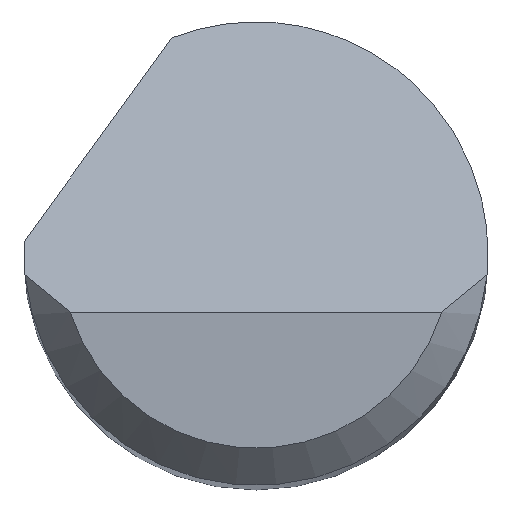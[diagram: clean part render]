
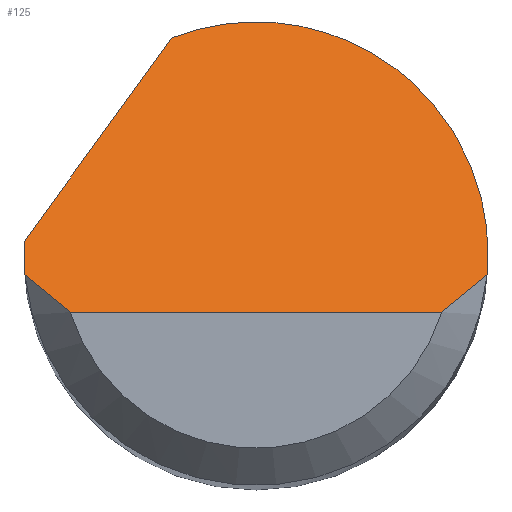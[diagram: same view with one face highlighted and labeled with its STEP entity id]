
A CAD part, top view. The second image highlights one B-rep face of the part: STEP entity #125.
In plain terms, the highlighted planar face has unit normal (0, 0.707, 0.707).
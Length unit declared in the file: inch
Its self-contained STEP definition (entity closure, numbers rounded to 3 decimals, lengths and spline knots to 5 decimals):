
#4 = CARTESIAN_POINT ( 'NONE',  ( 0.07508, -0.02375, 1.5 ) ) ;
#16 = CARTESIAN_POINT ( 'NONE',  ( -0.07508, -0.02375, 1.5 ) ) ;
#26 = CARTESIAN_POINT ( 'NONE',  ( -0.11014, -0.01781, 1.49406 ) ) ;
#30 = VECTOR ( 'NONE', #641, 39.37008 ) ;
#40 = FACE_OUTER_BOUND ( 'NONE', #83, .T. ) ;
#45 = PLANE ( 'NONE',  #239 ) ;
#51 = CARTESIAN_POINT ( 'NONE',  ( 0.08157, -0.019, 1.49525 ) ) ;
#62 = CARTESIAN_POINT ( 'NONE',  ( -0.09334, -0.00875, 1.485 ) ) ;
#69 = ORIENTED_EDGE ( 'NONE', *, *, #188, .T. ) ;
#78 = DIRECTION ( 'NONE',  ( 0.456, 0.629, -0.629 ) ) ;
#79 = VERTEX_POINT ( 'NONE', #95 ) ;
#83 = EDGE_LOOP ( 'NONE', ( #69, #446, #418, #129, #527, #454, #607, #164 ) ) ;
#93 = CARTESIAN_POINT ( 'NONE',  ( -0.07508, -0.02375, 1.5 ) ) ;
#95 = CARTESIAN_POINT ( 'NONE',  ( 0.09375, 0., 1.47625 ) ) ;
#110 = CARTESIAN_POINT ( 'NONE',  ( 0.08761, -0.01397, 1.49022 ) ) ;
#115 = CARTESIAN_POINT ( 'NONE',  ( -0.09362, 0.005, 1.47125 ) ) ;
#124 = CARTESIAN_POINT ( 'NONE',  ( -0.09361, -0.00584, 1.48209 ) ) ;
#125 = ADVANCED_FACE ( 'NONE', ( #40 ), #45, .F. ) ;
#129 = ORIENTED_EDGE ( 'NONE', *, *, #561, .F. ) ;
#134 = LINE ( 'NONE', #26, #510 ) ;
#137 = VERTEX_POINT ( 'NONE', #212 ) ;
#139 =( BOUNDED_CURVE ( )  B_SPLINE_CURVE ( 3, ( #391, #486, #290, #234 ),
 .UNSPECIFIED., .F., .T. ) 
 B_SPLINE_CURVE_WITH_KNOTS ( ( 4, 4 ),
 ( 1.5708, 1.66427 ),
 .UNSPECIFIED. ) 
 CURVE ( )  GEOMETRIC_REPRESENTATION_ITEM ( )  RATIONAL_B_SPLINE_CURVE ( ( 1., 0.999, 0.999, 1. ) ) 
 REPRESENTATION_ITEM ( '' )  );
#144 =( BOUNDED_CURVE ( )  B_SPLINE_CURVE ( 3, ( #433, #124, #603, #296 ),
 .UNSPECIFIED., .F., .T. ) 
 B_SPLINE_CURVE_WITH_KNOTS ( ( 4, 4 ),
 ( 4.61892, 4.71239 ),
 .UNSPECIFIED. ) 
 CURVE ( )  GEOMETRIC_REPRESENTATION_ITEM ( )  RATIONAL_B_SPLINE_CURVE ( ( 1., 0.999, 0.999, 1. ) ) 
 REPRESENTATION_ITEM ( '' )  );
#164 = ORIENTED_EDGE ( 'NONE', *, *, #389, .T. ) ;
#173 = CARTESIAN_POINT ( 'NONE',  ( -0.09375, 0.00167, 1.47458 ) ) ;
#177 = EDGE_CURVE ( 'NONE', #79, #137, #139, .T. ) ;
#188 = EDGE_CURVE ( 'NONE', #253, #256, #384, .T. ) ;
#208 = EDGE_CURVE ( 'NONE', #259, #659, #144, .T. ) ;
#209 = CARTESIAN_POINT ( 'NONE',  ( -0.09375, -0.02375, 1.5 ) ) ;
#211 = VERTEX_POINT ( 'NONE', #381 ) ;
#212 = CARTESIAN_POINT ( 'NONE',  ( 0.09334, -0.00875, 1.485 ) ) ;
#213 = CARTESIAN_POINT ( 'NONE',  ( 0.09375, 0.07266, 1.40359 ) ) ;
#217 = DIRECTION ( 'NONE',  ( 0., -0.707, -0.707 ) ) ;
#228 = CARTESIAN_POINT ( 'NONE',  ( 0., -0.02375, 1.5 ) ) ;
#234 = CARTESIAN_POINT ( 'NONE',  ( 0.09334, -0.00875, 1.485 ) ) ;
#239 = AXIS2_PLACEMENT_3D ( 'NONE', #209, #217, #469 ) ;
#253 = VERTEX_POINT ( 'NONE', #16 ) ;
#255 = CARTESIAN_POINT ( 'NONE',  ( -0.09362, 0.005, 1.47125 ) ) ;
#256 = VERTEX_POINT ( 'NONE', #495 ) ;
#259 = VERTEX_POINT ( 'NONE', #62 ) ;
#280 = CARTESIAN_POINT ( 'NONE',  ( 0.09334, -0.00875, 1.485 ) ) ;
#290 = CARTESIAN_POINT ( 'NONE',  ( 0.09361, -0.00584, 1.48209 ) ) ;
#296 = CARTESIAN_POINT ( 'NONE',  ( -0.09375, 0., 1.47625 ) ) ;
#301 = CARTESIAN_POINT ( 'NONE',  ( -0.09375, 0., 1.47625 ) ) ;
#371 =( BOUNDED_CURVE ( )  B_SPLINE_CURVE ( 3, ( #529, #675, #213, #626 ),
 .UNSPECIFIED., .F., .T. ) 
 B_SPLINE_CURVE_WITH_KNOTS ( ( 4, 4 ),
 ( 5.91277, 7.85398 ),
 .UNSPECIFIED. ) 
 CURVE ( )  GEOMETRIC_REPRESENTATION_ITEM ( )  RATIONAL_B_SPLINE_CURVE ( ( 1., 0.71, 0.71, 1. ) ) 
 REPRESENTATION_ITEM ( '' )  );
#378 = CARTESIAN_POINT ( 'NONE',  ( -0.09371, 0.00333, 1.47292 ) ) ;
#381 = CARTESIAN_POINT ( 'NONE',  ( -0.03394, 0.08739, 1.38886 ) ) ;
#384 = LINE ( 'NONE', #228, #30 ) ;
#389 = EDGE_CURVE ( 'NONE', #259, #253, #487, .T. ) ;
#391 = CARTESIAN_POINT ( 'NONE',  ( 0.09375, 0., 1.47625 ) ) ;
#396 = CARTESIAN_POINT ( 'NONE',  ( -0.08157, -0.019, 1.49525 ) ) ;
#418 = ORIENTED_EDGE ( 'NONE', *, *, #177, .F. ) ;
#426 = EDGE_CURVE ( 'NONE', #256, #137, #547, .T. ) ;
#433 = CARTESIAN_POINT ( 'NONE',  ( -0.09334, -0.00875, 1.485 ) ) ;
#446 = ORIENTED_EDGE ( 'NONE', *, *, #426, .T. ) ;
#454 = ORIENTED_EDGE ( 'NONE', *, *, #612, .F. ) ;
#469 = DIRECTION ( 'NONE',  ( 0., 0.707, -0.707 ) ) ;
#486 = CARTESIAN_POINT ( 'NONE',  ( 0.09375, -0.00292, 1.47917 ) ) ;
#487 = B_SPLINE_CURVE_WITH_KNOTS ( 'NONE', 3,
 ( #513, #605, #396, #93 ),
 .UNSPECIFIED., .F., .F.,
 ( 4, 4 ),
 ( 0., 0.00071 ),
 .UNSPECIFIED. ) ;
#495 = CARTESIAN_POINT ( 'NONE',  ( 0.07508, -0.02375, 1.5 ) ) ;
#510 = VECTOR ( 'NONE', #78, 39.37008 ) ;
#513 = CARTESIAN_POINT ( 'NONE',  ( -0.09334, -0.00875, 1.485 ) ) ;
#527 = ORIENTED_EDGE ( 'NONE', *, *, #637, .F. ) ;
#529 = CARTESIAN_POINT ( 'NONE',  ( -0.03394, 0.08739, 1.38886 ) ) ;
#535 = CARTESIAN_POINT ( 'NONE',  ( -0.09375, 0., 1.47625 ) ) ;
#547 = B_SPLINE_CURVE_WITH_KNOTS ( 'NONE', 3,
 ( #4, #51, #110, #280 ),
 .UNSPECIFIED., .F., .F.,
 ( 4, 4 ),
 ( 0., 0.00071 ),
 .UNSPECIFIED. ) ;
#561 = EDGE_CURVE ( 'NONE', #211, #79, #371, .T. ) ;
#584 =( BOUNDED_CURVE ( )  B_SPLINE_CURVE ( 3, ( #535, #173, #378, #115 ),
 .UNSPECIFIED., .F., .T. ) 
 B_SPLINE_CURVE_WITH_KNOTS ( ( 4, 4 ),
 ( 4.71239, 4.76575 ),
 .UNSPECIFIED. ) 
 CURVE ( )  GEOMETRIC_REPRESENTATION_ITEM ( )  RATIONAL_B_SPLINE_CURVE ( ( 1., 1., 1., 1. ) ) 
 REPRESENTATION_ITEM ( '' )  );
#603 = CARTESIAN_POINT ( 'NONE',  ( -0.09375, -0.00292, 1.47917 ) ) ;
#605 = CARTESIAN_POINT ( 'NONE',  ( -0.08761, -0.01397, 1.49022 ) ) ;
#607 = ORIENTED_EDGE ( 'NONE', *, *, #208, .F. ) ;
#612 = EDGE_CURVE ( 'NONE', #659, #667, #584, .T. ) ;
#626 = CARTESIAN_POINT ( 'NONE',  ( 0.09375, 0., 1.47625 ) ) ;
#637 = EDGE_CURVE ( 'NONE', #667, #211, #134, .T. ) ;
#641 = DIRECTION ( 'NONE',  ( 1., 0., 0. ) ) ;
#659 = VERTEX_POINT ( 'NONE', #301 ) ;
#667 = VERTEX_POINT ( 'NONE', #255 ) ;
#675 = CARTESIAN_POINT ( 'NONE',  ( 0.03379, 0.11369, 1.36256 ) ) ;
